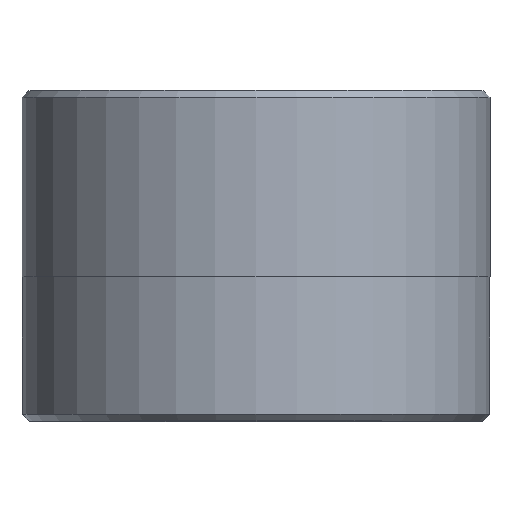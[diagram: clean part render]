
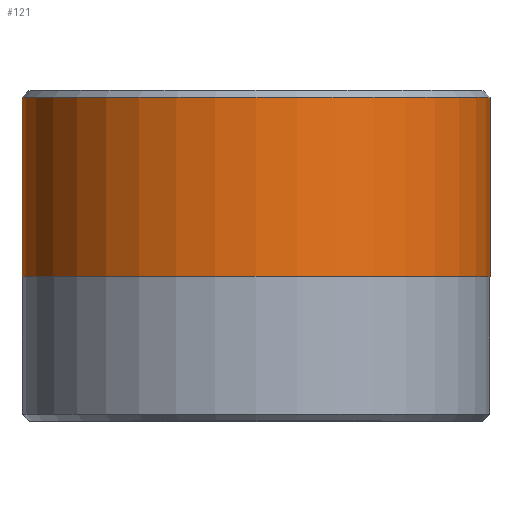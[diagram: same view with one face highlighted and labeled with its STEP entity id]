
A CAD part, top view. The second image highlights one B-rep face of the part: STEP entity #121.
In plain terms, the highlighted cylindrical face has radius 56.615 mm (diameter 113.23 mm), a full revolution.
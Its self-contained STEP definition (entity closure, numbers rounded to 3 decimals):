
#19=CYLINDRICAL_SURFACE('',#140,56.615);
#27=FACE_BOUND('',#54,.T.);
#37=FACE_OUTER_BOUND('',#53,.T.);
#53=EDGE_LOOP('',(#103));
#54=EDGE_LOOP('',(#104));
#67=CIRCLE('',#139,56.615);
#68=CIRCLE('',#141,56.615);
#77=VERTEX_POINT('',#208);
#78=VERTEX_POINT('',#211);
#87=EDGE_CURVE('',#77,#77,#67,.T.);
#88=EDGE_CURVE('',#78,#78,#68,.T.);
#103=ORIENTED_EDGE('',*,*,#88,.F.);
#104=ORIENTED_EDGE('',*,*,#87,.F.);
#121=ADVANCED_FACE('',(#37,#27),#19,.T.);
#139=AXIS2_PLACEMENT_3D('',#209,#173,#174);
#140=AXIS2_PLACEMENT_3D('',#210,#175,#176);
#141=AXIS2_PLACEMENT_3D('',#212,#177,#178);
#173=DIRECTION('center_axis',(0.,1.,0.));
#174=DIRECTION('ref_axis',(1.,0.,0.));
#175=DIRECTION('center_axis',(0.,1.,0.));
#176=DIRECTION('ref_axis',(1.,0.,0.));
#177=DIRECTION('center_axis',(0.,-1.,0.));
#178=DIRECTION('ref_axis',(1.,0.,0.));
#208=CARTESIAN_POINT('',(-56.615,24.995,0.));
#209=CARTESIAN_POINT('Origin',(0.,24.995,0.));
#210=CARTESIAN_POINT('Origin',(0.,0.,0.));
#211=CARTESIAN_POINT('',(-56.615,-18.333,0.));
#212=CARTESIAN_POINT('Origin',(0.,-18.333,0.));
